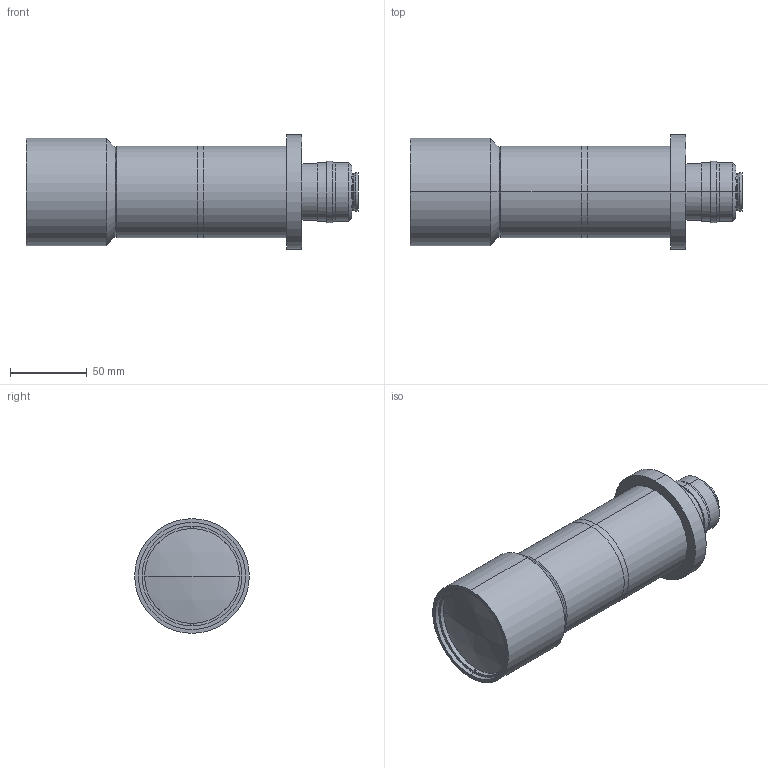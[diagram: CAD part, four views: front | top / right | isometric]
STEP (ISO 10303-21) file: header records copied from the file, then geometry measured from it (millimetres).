
FILE_DESCRIPTION (( 'STEP AP203' ), '1' );
FILE_NAME ('177501_part.STEP', '2015-01-23T09:16:49', ( 'poweredge' ), ( 'Hewlett-Packard Company' ), 'SwSTEP 2.0', 'SolidWorks 2014', '' );
FILE_SCHEMA (( 'CONFIG_CONTROL_DESIGN' ));
Length unit declared in the file: millimetre
Products named in the file (1): 177501_part
Bounding box: 217.01 x 75 x 75 mm (x, y, z)
Surface area: 57469 mm2 (no closed solid volume)
Topology: 0 solids, 14 shells, 93 faces, 236 edges, 160 vertices
Faces by surface type: plane 39, cylinder 36, cone 10, sphere 4, torus 4
Entity records: 2920 total; most frequent: DIRECTION 562, CARTESIAN_POINT 502, ORIENTED_EDGE 402, EDGE_CURVE 236, AXIS2_PLACEMENT_3D 236, VERTEX_POINT 160, CIRCLE 142, EDGE_LOOP 108
